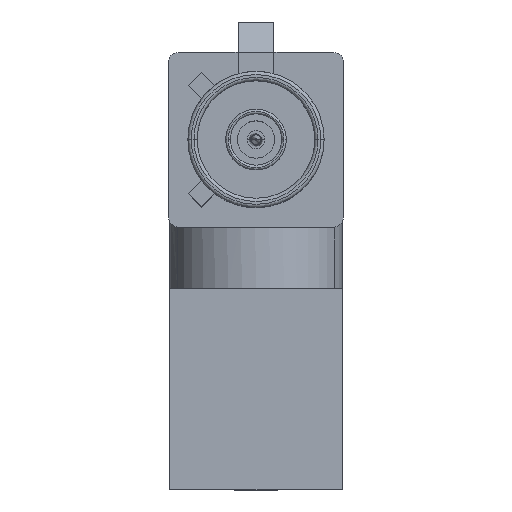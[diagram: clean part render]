
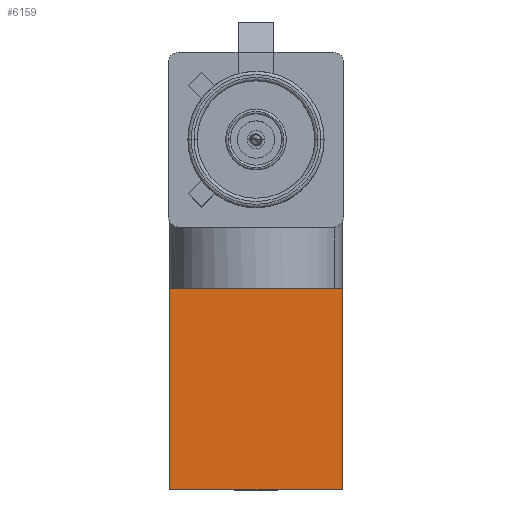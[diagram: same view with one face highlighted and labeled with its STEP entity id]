
A CAD part, top view. The second image highlights one B-rep face of the part: STEP entity #6159.
In plain terms, the highlighted face is planar.
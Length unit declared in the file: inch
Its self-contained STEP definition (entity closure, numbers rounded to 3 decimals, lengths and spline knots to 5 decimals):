
#194 = ORIENTED_EDGE ( 'NONE', *, *, #6421, .F. ) ;
#414 = DIRECTION ( 'NONE',  ( 0., -1., 0. ) ) ;
#614 = VECTOR ( 'NONE', #629, 39.37008 ) ;
#629 = DIRECTION ( 'NONE',  ( 1., 0., 0. ) ) ;
#1512 = DIRECTION ( 'NONE',  ( 0., 0., 1. ) ) ;
#1562 = CARTESIAN_POINT ( 'NONE',  ( -0.185, -0.18494, 0. ) ) ;
#1637 = VERTEX_POINT ( 'NONE', #1704 ) ;
#1704 = CARTESIAN_POINT ( 'NONE',  ( -0.00064, -0.18494, -0.43065 ) ) ;
#2600 = DIRECTION ( 'NONE',  ( 0., 0., -1. ) ) ;
#2641 = DIRECTION ( 'NONE',  ( 1., 0., 0. ) ) ;
#2959 = VECTOR ( 'NONE', #1512, 39.37008 ) ;
#3268 = VECTOR ( 'NONE', #4200, 39.37008 ) ;
#3864 = VERTEX_POINT ( 'NONE', #9168 ) ;
#4200 = DIRECTION ( 'NONE',  ( 1., 0., 0. ) ) ;
#4362 = ORIENTED_EDGE ( 'NONE', *, *, #9127, .F. ) ;
#4520 = ORIENTED_EDGE ( 'NONE', *, *, #13802, .T. ) ;
#4776 = LINE ( 'NONE', #12515, #3268 ) ;
#4798 = CARTESIAN_POINT ( 'NONE',  ( -0.185, -0.18494, 0. ) ) ;
#5165 = LINE ( 'NONE', #4798, #10385 ) ;
#5180 = VERTEX_POINT ( 'NONE', #6887 ) ;
#5889 = LINE ( 'NONE', #10449, #614 ) ;
#5901 = FACE_OUTER_BOUND ( 'NONE', #13131, .T. ) ;
#6159 = ADVANCED_FACE ( 'NONE', ( #5901 ), #10937, .T. ) ;
#6421 = EDGE_CURVE ( 'NONE', #5180, #13069, #12159, .T. ) ;
#6437 = EDGE_CURVE ( 'NONE', #1637, #13723, #5889, .T. ) ;
#6887 = CARTESIAN_POINT ( 'NONE',  ( -0.185, -0.18494, -0.43065 ) ) ;
#9098 = CARTESIAN_POINT ( 'NONE',  ( 0.185, -0.18494, -0.58065 ) ) ;
#9127 = EDGE_CURVE ( 'NONE', #13069, #3864, #5165, .T. ) ;
#9155 = EDGE_CURVE ( 'NONE', #13723, #3864, #10056, .T. ) ;
#9168 = CARTESIAN_POINT ( 'NONE',  ( 0.185, -0.18494, 0. ) ) ;
#9283 = VECTOR ( 'NONE', #11465, 39.37008 ) ;
#10021 = ORIENTED_EDGE ( 'NONE', *, *, #9155, .T. ) ;
#10056 = LINE ( 'NONE', #9098, #2959 ) ;
#10385 = VECTOR ( 'NONE', #2641, 39.37008 ) ;
#10440 = CARTESIAN_POINT ( 'NONE',  ( 0.185, -0.18494, -0.43065 ) ) ;
#10449 = CARTESIAN_POINT ( 'NONE',  ( -0.185, -0.18494, -0.43065 ) ) ;
#10937 = PLANE ( 'NONE',  #13112 ) ;
#11078 = CARTESIAN_POINT ( 'NONE',  ( -0.185, -0.18494, -0.58065 ) ) ;
#11465 = DIRECTION ( 'NONE',  ( 0., 0., 1. ) ) ;
#12159 = LINE ( 'NONE', #12477, #9283 ) ;
#12477 = CARTESIAN_POINT ( 'NONE',  ( -0.185, -0.18494, -0.58065 ) ) ;
#12515 = CARTESIAN_POINT ( 'NONE',  ( -0.185, -0.18494, -0.43065 ) ) ;
#13069 = VERTEX_POINT ( 'NONE', #1562 ) ;
#13112 = AXIS2_PLACEMENT_3D ( 'NONE', #11078, #414, #2600 ) ;
#13131 = EDGE_LOOP ( 'NONE', ( #194, #4520, #13915, #10021, #4362 ) ) ;
#13723 = VERTEX_POINT ( 'NONE', #10440 ) ;
#13802 = EDGE_CURVE ( 'NONE', #5180, #1637, #4776, .T. ) ;
#13915 = ORIENTED_EDGE ( 'NONE', *, *, #6437, .T. ) ;
